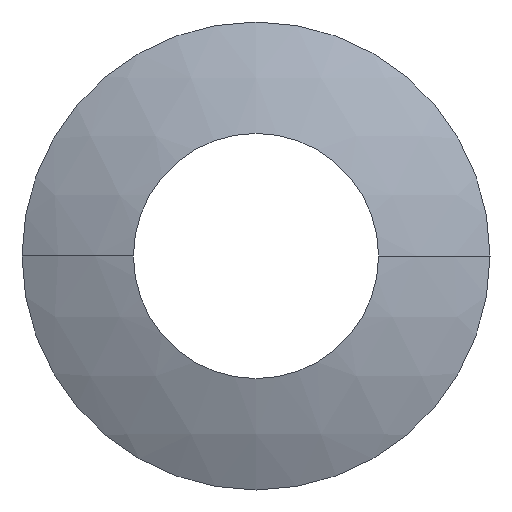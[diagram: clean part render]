
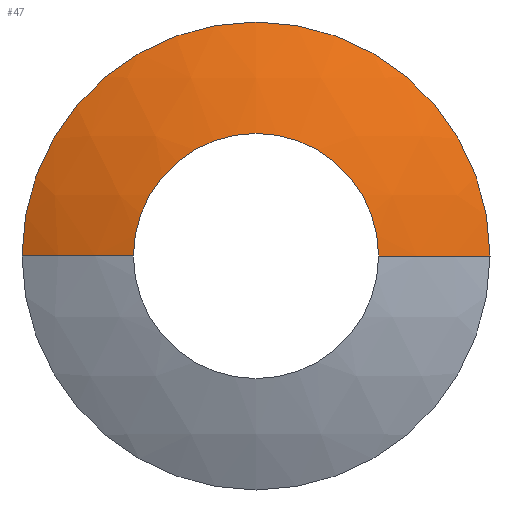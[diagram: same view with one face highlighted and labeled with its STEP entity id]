
A CAD part, front view. The second image highlights one B-rep face of the part: STEP entity #47.
In plain terms, the highlighted spherical face has radius 70 mm.
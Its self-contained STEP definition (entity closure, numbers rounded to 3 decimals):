
#10 = CARTESIAN_POINT ( 'NONE',  ( 0., 2.5, 16.5 ) ) ;
#13 = CARTESIAN_POINT ( 'NONE',  ( 31.5, 8.016, 0. ) ) ;
#31 = VERTEX_POINT ( 'NONE', #107 ) ;
#43 = ORIENTED_EDGE ( 'NONE', *, *, #62, .F. ) ;
#47 = ADVANCED_FACE ( 'NONE', ( #183 ), #135, .T. ) ;
#49 = VERTEX_POINT ( 'NONE', #178 ) ;
#50 = EDGE_LOOP ( 'NONE', ( #51, #58, #61, #43, #197, #202 ) ) ;
#51 = ORIENTED_EDGE ( 'NONE', *, *, #53, .T. ) ;
#52 = EDGE_CURVE ( 'NONE', #55, #49, #182, .T. ) ;
#53 = EDGE_CURVE ( 'NONE', #31, #55, #170, .T. ) ;
#55 = VERTEX_POINT ( 'NONE', #176 ) ;
#57 = VERTEX_POINT ( 'NONE', #167 ) ;
#58 = ORIENTED_EDGE ( 'NONE', *, *, #52, .T. ) ;
#59 = EDGE_CURVE ( 'NONE', #201, #49, #177, .T. ) ;
#61 = ORIENTED_EDGE ( 'NONE', *, *, #59, .F. ) ;
#62 = EDGE_CURVE ( 'NONE', #57, #201, #156, .T. ) ;
#85 = DIRECTION ( 'NONE',  ( 0., 0., -1. ) ) ;
#86 = DIRECTION ( 'NONE',  ( 0., -1., 0. ) ) ;
#87 = CARTESIAN_POINT ( 'NONE',  ( 0., 8.016, 0. ) ) ;
#88 = AXIS2_PLACEMENT_3D ( 'NONE', #87, #86, #85 ) ;
#89 = DIRECTION ( 'NONE',  ( -1., 0., 0. ) ) ;
#90 = DIRECTION ( 'NONE',  ( 0., 0., -1. ) ) ;
#91 = CARTESIAN_POINT ( 'NONE',  ( 0., 70.528, 0. ) ) ;
#92 = AXIS2_PLACEMENT_3D ( 'NONE', #91, #90, #89 ) ;
#107 = CARTESIAN_POINT ( 'NONE',  ( 0., 8.016, 31.5 ) ) ;
#121 = CARTESIAN_POINT ( 'NONE',  ( 0., 8.016, 0. ) ) ;
#128 = CARTESIAN_POINT ( 'NONE',  ( 0., 70.528, 0. ) ) ;
#134 = AXIS2_PLACEMENT_3D ( 'NONE', #128, #180, #179 ) ;
#135 = SPHERICAL_SURFACE ( 'NONE', #134, 70. ) ;
#147 = CIRCLE ( 'NONE', #92, 70. ) ;
#148 = CIRCLE ( 'NONE', #88, 31.5 ) ;
#149 = DIRECTION ( 'NONE',  ( 0., 0., -1. ) ) ;
#150 = DIRECTION ( 'NONE',  ( 0., -1., 0. ) ) ;
#156 = CIRCLE ( 'NONE', #175, 16.5 ) ;
#157 = DIRECTION ( 'NONE',  ( 0., 0., -1. ) ) ;
#158 = DIRECTION ( 'NONE',  ( 0., -1., 0. ) ) ;
#159 = CARTESIAN_POINT ( 'NONE',  ( 0., 2.5, 0. ) ) ;
#160 = AXIS2_PLACEMENT_3D ( 'NONE', #159, #158, #157 ) ;
#162 = CARTESIAN_POINT ( 'NONE',  ( 0., 2.5, 0. ) ) ;
#167 = CARTESIAN_POINT ( 'NONE',  ( 16.5, 2.5, 0. ) ) ;
#168 = DIRECTION ( 'NONE',  ( 0., 0., -1. ) ) ;
#169 = DIRECTION ( 'NONE',  ( 0., -1., 0. ) ) ;
#170 = CIRCLE ( 'NONE', #181, 31.5 ) ;
#171 = DIRECTION ( 'NONE',  ( 1., 0., 0. ) ) ;
#172 = DIRECTION ( 'NONE',  ( 0., 0., 1. ) ) ;
#173 = CARTESIAN_POINT ( 'NONE',  ( 0., 70.528, 0. ) ) ;
#174 = AXIS2_PLACEMENT_3D ( 'NONE', #173, #172, #171 ) ;
#175 = AXIS2_PLACEMENT_3D ( 'NONE', #162, #150, #149 ) ;
#176 = CARTESIAN_POINT ( 'NONE',  ( -31.5, 8.016, 0. ) ) ;
#177 = CIRCLE ( 'NONE', #160, 16.5 ) ;
#178 = CARTESIAN_POINT ( 'NONE',  ( -16.5, 2.5, 0. ) ) ;
#179 = DIRECTION ( 'NONE',  ( 1., 0., 0. ) ) ;
#180 = DIRECTION ( 'NONE',  ( 0., 0., 1. ) ) ;
#181 = AXIS2_PLACEMENT_3D ( 'NONE', #121, #169, #168 ) ;
#182 = CIRCLE ( 'NONE', #174, 70. ) ;
#183 = FACE_OUTER_BOUND ( 'NONE', #50, .T. ) ;
#196 = EDGE_CURVE ( 'NONE', #200, #57, #147, .T. ) ;
#197 = ORIENTED_EDGE ( 'NONE', *, *, #196, .F. ) ;
#198 = EDGE_CURVE ( 'NONE', #200, #31, #148, .T. ) ;
#200 = VERTEX_POINT ( 'NONE', #13 ) ;
#201 = VERTEX_POINT ( 'NONE', #10 ) ;
#202 = ORIENTED_EDGE ( 'NONE', *, *, #198, .T. ) ;
